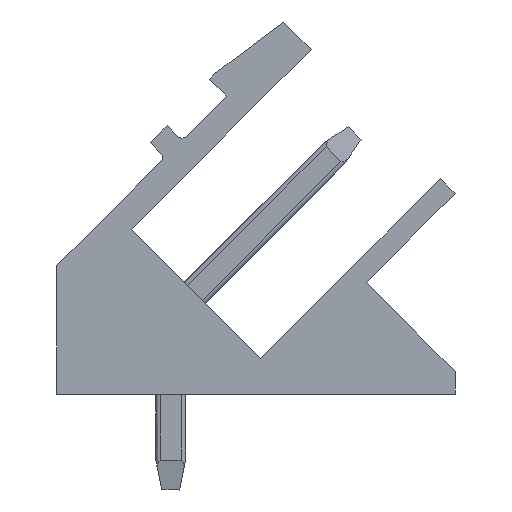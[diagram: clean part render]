
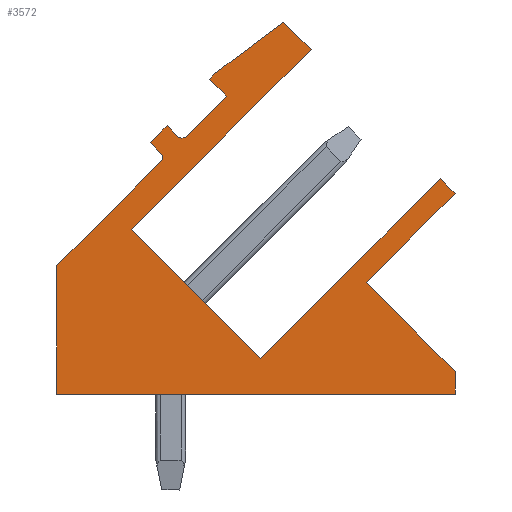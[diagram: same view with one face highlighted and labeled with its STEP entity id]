
A CAD part, left-side view. The second image highlights one B-rep face of the part: STEP entity #3572.
In plain terms, the highlighted planar face has unit normal (-1, 0, 0).
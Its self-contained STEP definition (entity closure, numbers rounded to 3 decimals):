
#1761=AXIS2_PLACEMENT_3D('Circle Axis2P3D',#1759,#1760,$) ;
#1885=AXIS2_PLACEMENT_3D('Circle Axis2P3D',#1883,#1884,$) ;
#3548=AXIS2_PLACEMENT_3D('Plane Axis2P3D',#3545,#3546,#3547) ;
#49=CARTESIAN_POINT('Vertex',(0.,6.505,4.385)) ;
#52=CARTESIAN_POINT('Line Origine',(0.,3.5,7.39)) ;
#56=CARTESIAN_POINT('Vertex',(0.,0.495,10.395)) ;
#87=CARTESIAN_POINT('Vertex',(0.,10.819,8.698)) ;
#90=CARTESIAN_POINT('Line Origine',(0.,8.662,6.541)) ;
#1570=CARTESIAN_POINT('Vertex',(0.,4.808,14.708)) ;
#1573=CARTESIAN_POINT('Line Origine',(0.,7.814,11.703)) ;
#1601=CARTESIAN_POINT('Vertex',(0.,5.728,15.628)) ;
#1604=CARTESIAN_POINT('Line Origine',(0.,5.268,15.168)) ;
#1632=CARTESIAN_POINT('Vertex',(0.,7.99,13.931)) ;
#1635=CARTESIAN_POINT('Line Origine',(0.,6.859,14.779)) ;
#1663=CARTESIAN_POINT('Vertex',(0.,8.202,13.718)) ;
#1666=CARTESIAN_POINT('Line Origine',(0.,8.096,13.824)) ;
#1694=CARTESIAN_POINT('Vertex',(0.,7.637,13.153)) ;
#1697=CARTESIAN_POINT('Line Origine',(0.,7.92,13.436)) ;
#1725=CARTESIAN_POINT('Vertex',(0.,8.98,11.809)) ;
#1728=CARTESIAN_POINT('Line Origine',(0.,8.309,12.481)) ;
#1756=CARTESIAN_POINT('Vertex',(0.,9.263,11.809)) ;
#1759=CARTESIAN_POINT('Axis2P3D Location',(0.,9.122,11.951)) ;
#1787=CARTESIAN_POINT('Vertex',(0.,9.617,12.163)) ;
#1790=CARTESIAN_POINT('Line Origine',(0.,9.44,11.986)) ;
#1818=CARTESIAN_POINT('Vertex',(0.,10.182,11.597)) ;
#1821=CARTESIAN_POINT('Line Origine',(0.,9.899,11.88)) ;
#1849=CARTESIAN_POINT('Vertex',(0.,9.829,11.244)) ;
#1852=CARTESIAN_POINT('Line Origine',(0.,10.006,11.42)) ;
#1880=CARTESIAN_POINT('Vertex',(0.,9.829,10.961)) ;
#1883=CARTESIAN_POINT('Axis2P3D Location',(0.,9.97,11.102)) ;
#1906=CARTESIAN_POINT('Vertex',(0.,13.3,7.489)) ;
#1909=CARTESIAN_POINT('Line Origine',(0.,11.564,9.225)) ;
#1937=CARTESIAN_POINT('Vertex',(0.,13.3,3.2)) ;
#1940=CARTESIAN_POINT('Line Origine',(0.,13.3,5.345)) ;
#1968=CARTESIAN_POINT('Vertex',(0.,0.,3.2)) ;
#1971=CARTESIAN_POINT('Line Origine',(0.,6.65,3.2)) ;
#3451=CARTESIAN_POINT('Vertex',(0.,0.,3.96)) ;
#3454=CARTESIAN_POINT('Line Origine',(0.,0.,3.58)) ;
#3482=CARTESIAN_POINT('Vertex',(0.,2.97,6.93)) ;
#3485=CARTESIAN_POINT('Line Origine',(0.,1.485,5.445)) ;
#3513=CARTESIAN_POINT('Vertex',(0.,0.,9.9)) ;
#3516=CARTESIAN_POINT('Line Origine',(0.,1.485,8.415)) ;
#3533=CARTESIAN_POINT('Line Origine',(0.,0.247,10.147)) ;
#3545=CARTESIAN_POINT('Axis2P3D Location',(0.,0.,0.)) ;
#53=DIRECTION('Vector Direction',(0.,0.707,-0.707)) ;
#91=DIRECTION('Vector Direction',(0.,-0.707,-0.707)) ;
#1574=DIRECTION('Vector Direction',(0.,-0.707,0.707)) ;
#1605=DIRECTION('Vector Direction',(0.,-0.707,-0.707)) ;
#1636=DIRECTION('Vector Direction',(0.,-0.8,0.6)) ;
#1667=DIRECTION('Vector Direction',(0.,-0.707,0.707)) ;
#1698=DIRECTION('Vector Direction',(0.,0.707,0.707)) ;
#1729=DIRECTION('Vector Direction',(0.,-0.707,0.707)) ;
#1760=DIRECTION('Axis2P3D Direction',(-1.,0.,0.)) ;
#1791=DIRECTION('Vector Direction',(0.,-0.707,-0.707)) ;
#1822=DIRECTION('Vector Direction',(0.,-0.707,0.707)) ;
#1853=DIRECTION('Vector Direction',(0.,0.707,0.707)) ;
#1884=DIRECTION('Axis2P3D Direction',(-1.,0.,0.)) ;
#1910=DIRECTION('Vector Direction',(0.,-0.707,0.707)) ;
#1941=DIRECTION('Vector Direction',(0.,0.,1.)) ;
#1972=DIRECTION('Vector Direction',(0.,1.,0.)) ;
#3455=DIRECTION('Vector Direction',(0.,0.,-1.)) ;
#3486=DIRECTION('Vector Direction',(0.,-0.707,-0.707)) ;
#3517=DIRECTION('Vector Direction',(0.,0.707,-0.707)) ;
#3534=DIRECTION('Vector Direction',(0.,-0.707,-0.707)) ;
#3546=DIRECTION('Axis2P3D Direction',(-1.,0.,0.)) ;
#3547=DIRECTION('Axis2P3D XDirection',(0.,0.,1.)) ;
#54=VECTOR('Line Direction',#53,1.) ;
#92=VECTOR('Line Direction',#91,1.) ;
#1575=VECTOR('Line Direction',#1574,1.) ;
#1606=VECTOR('Line Direction',#1605,1.) ;
#1637=VECTOR('Line Direction',#1636,1.) ;
#1668=VECTOR('Line Direction',#1667,1.) ;
#1699=VECTOR('Line Direction',#1698,1.) ;
#1730=VECTOR('Line Direction',#1729,1.) ;
#1792=VECTOR('Line Direction',#1791,1.) ;
#1823=VECTOR('Line Direction',#1822,1.) ;
#1854=VECTOR('Line Direction',#1853,1.) ;
#1911=VECTOR('Line Direction',#1910,1.) ;
#1942=VECTOR('Line Direction',#1941,1.) ;
#1973=VECTOR('Line Direction',#1972,1.) ;
#3456=VECTOR('Line Direction',#3455,1.) ;
#3487=VECTOR('Line Direction',#3486,1.) ;
#3518=VECTOR('Line Direction',#3517,1.) ;
#3535=VECTOR('Line Direction',#3534,1.) ;
#3551=ORIENTED_EDGE('',*,*,#58,.T.) ;
#3552=ORIENTED_EDGE('',*,*,#94,.T.) ;
#3553=ORIENTED_EDGE('',*,*,#1577,.T.) ;
#3554=ORIENTED_EDGE('',*,*,#1608,.T.) ;
#3555=ORIENTED_EDGE('',*,*,#1639,.T.) ;
#3556=ORIENTED_EDGE('',*,*,#1670,.T.) ;
#3557=ORIENTED_EDGE('',*,*,#1701,.T.) ;
#3558=ORIENTED_EDGE('',*,*,#1732,.T.) ;
#3559=ORIENTED_EDGE('',*,*,#1763,.T.) ;
#3560=ORIENTED_EDGE('',*,*,#1794,.T.) ;
#3561=ORIENTED_EDGE('',*,*,#1825,.T.) ;
#3562=ORIENTED_EDGE('',*,*,#1856,.T.) ;
#3563=ORIENTED_EDGE('',*,*,#1887,.T.) ;
#3564=ORIENTED_EDGE('',*,*,#1913,.T.) ;
#3565=ORIENTED_EDGE('',*,*,#1944,.T.) ;
#3566=ORIENTED_EDGE('',*,*,#1975,.T.) ;
#3567=ORIENTED_EDGE('',*,*,#3458,.T.) ;
#3568=ORIENTED_EDGE('',*,*,#3489,.T.) ;
#3569=ORIENTED_EDGE('',*,*,#3520,.T.) ;
#3570=ORIENTED_EDGE('',*,*,#3537,.T.) ;
#3572=ADVANCED_FACE('Housing',(#3571),#3549,.T.) ;
#1762=CIRCLE('generated circle',#1761,0.2) ;
#1886=CIRCLE('generated circle',#1885,0.2) ;
#58=EDGE_CURVE('',#57,#50,#55,.T.) ;
#94=EDGE_CURVE('',#50,#88,#93,.F.) ;
#1577=EDGE_CURVE('',#88,#1571,#1576,.T.) ;
#1608=EDGE_CURVE('',#1571,#1602,#1607,.F.) ;
#1639=EDGE_CURVE('',#1602,#1633,#1638,.F.) ;
#1670=EDGE_CURVE('',#1633,#1664,#1669,.F.) ;
#1701=EDGE_CURVE('',#1664,#1695,#1700,.F.) ;
#1732=EDGE_CURVE('',#1695,#1726,#1731,.F.) ;
#1763=EDGE_CURVE('',#1726,#1757,#1762,.F.) ;
#1794=EDGE_CURVE('',#1757,#1788,#1793,.F.) ;
#1825=EDGE_CURVE('',#1788,#1819,#1824,.F.) ;
#1856=EDGE_CURVE('',#1819,#1850,#1855,.F.) ;
#1887=EDGE_CURVE('',#1850,#1881,#1886,.F.) ;
#1913=EDGE_CURVE('',#1881,#1907,#1912,.F.) ;
#1944=EDGE_CURVE('',#1907,#1938,#1943,.F.) ;
#1975=EDGE_CURVE('',#1938,#1969,#1974,.F.) ;
#3458=EDGE_CURVE('',#1969,#3452,#3457,.F.) ;
#3489=EDGE_CURVE('',#3452,#3483,#3488,.F.) ;
#3520=EDGE_CURVE('',#3483,#3514,#3519,.F.) ;
#3537=EDGE_CURVE('',#3514,#57,#3536,.F.) ;
#3550=EDGE_LOOP('',(#3551,#3552,#3553,#3554,#3555,#3556,#3557,#3558,#3559,#3560,#3561,#3562,#3563,#3564,#3565,#3566,#3567,#3568,#3569,#3570)) ;
#3571=FACE_OUTER_BOUND('',#3550,.T.) ;
#55=LINE('Line',#52,#54) ;
#93=LINE('Line',#90,#92) ;
#1576=LINE('Line',#1573,#1575) ;
#1607=LINE('Line',#1604,#1606) ;
#1638=LINE('Line',#1635,#1637) ;
#1669=LINE('Line',#1666,#1668) ;
#1700=LINE('Line',#1697,#1699) ;
#1731=LINE('Line',#1728,#1730) ;
#1793=LINE('Line',#1790,#1792) ;
#1824=LINE('Line',#1821,#1823) ;
#1855=LINE('Line',#1852,#1854) ;
#1912=LINE('Line',#1909,#1911) ;
#1943=LINE('Line',#1940,#1942) ;
#1974=LINE('Line',#1971,#1973) ;
#3457=LINE('Line',#3454,#3456) ;
#3488=LINE('Line',#3485,#3487) ;
#3519=LINE('Line',#3516,#3518) ;
#3536=LINE('Line',#3533,#3535) ;
#3549=PLANE('',#3548) ;
#50=VERTEX_POINT('',#49) ;
#57=VERTEX_POINT('',#56) ;
#88=VERTEX_POINT('',#87) ;
#1571=VERTEX_POINT('',#1570) ;
#1602=VERTEX_POINT('',#1601) ;
#1633=VERTEX_POINT('',#1632) ;
#1664=VERTEX_POINT('',#1663) ;
#1695=VERTEX_POINT('',#1694) ;
#1726=VERTEX_POINT('',#1725) ;
#1757=VERTEX_POINT('',#1756) ;
#1788=VERTEX_POINT('',#1787) ;
#1819=VERTEX_POINT('',#1818) ;
#1850=VERTEX_POINT('',#1849) ;
#1881=VERTEX_POINT('',#1880) ;
#1907=VERTEX_POINT('',#1906) ;
#1938=VERTEX_POINT('',#1937) ;
#1969=VERTEX_POINT('',#1968) ;
#3452=VERTEX_POINT('',#3451) ;
#3483=VERTEX_POINT('',#3482) ;
#3514=VERTEX_POINT('',#3513) ;
